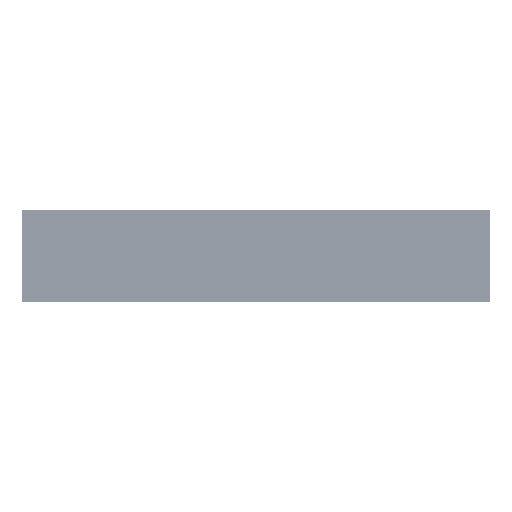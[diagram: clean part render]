
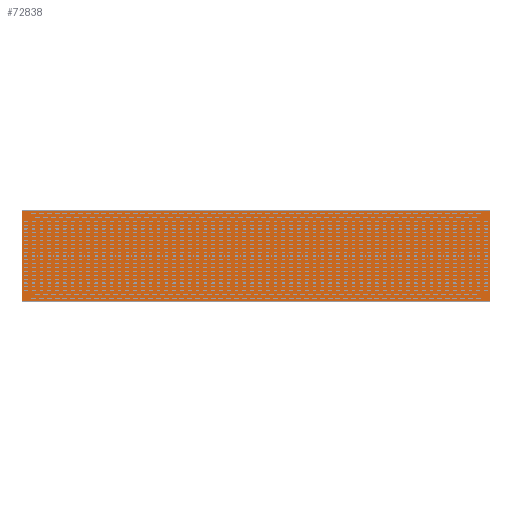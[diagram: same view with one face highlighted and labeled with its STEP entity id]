
A CAD part, top view. The second image highlights one B-rep face of the part: STEP entity #72838.
In plain terms, the highlighted planar face has unit normal (0, 0, 1).
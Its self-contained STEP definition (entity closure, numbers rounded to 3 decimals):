
#15244=FACE_OUTER_BOUND('',#18320,.T.);
#18320=EDGE_LOOP('',(#57760,#57761,#57762,#57763));
#21371=LINE('',#109352,#27399);
#21398=LINE('',#109451,#27426);
#21401=LINE('',#109460,#27429);
#21411=LINE('',#109490,#27439);
#27399=VECTOR('',#85049,1.);
#27426=VECTOR('',#85146,1.);
#27429=VECTOR('',#85155,1.);
#27439=VECTOR('',#85187,1.);
#33431=VERTEX_POINT('',#109349);
#33432=VERTEX_POINT('',#109351);
#33469=VERTEX_POINT('',#109449);
#33472=VERTEX_POINT('',#109459);
#45484=EDGE_CURVE('',#33432,#33431,#21371,.T.);
#45534=EDGE_CURVE('',#33469,#33431,#21398,.F.);
#45538=EDGE_CURVE('',#33472,#33432,#21401,.T.);
#45554=EDGE_CURVE('',#33472,#33469,#21411,.T.);
#57760=ORIENTED_EDGE('',*,*,#45534,.F.);
#57761=ORIENTED_EDGE('',*,*,#45554,.F.);
#57762=ORIENTED_EDGE('',*,*,#45538,.T.);
#57763=ORIENTED_EDGE('',*,*,#45484,.T.);
#69762=PLANE('',#75956);
#72838=ADVANCED_FACE('',(#15244),#69762,.T.);
#75956=AXIS2_PLACEMENT_3D('',#109529,#85236,#85237);
#85049=DIRECTION('',(0.,1.,0.));
#85146=DIRECTION('',(-1.,0.,0.));
#85155=DIRECTION('',(1.,0.,0.));
#85187=DIRECTION('',(0.,1.,0.));
#85236=DIRECTION('center_axis',(0.,0.,1.));
#85237=DIRECTION('ref_axis',(1.,0.,0.));
#109349=CARTESIAN_POINT('',(3136.987,274.1,-46.));
#109351=CARTESIAN_POINT('',(3136.987,-317.9,-46.));
#109352=CARTESIAN_POINT('',(3136.987,-21.9,-46.));
#109449=CARTESIAN_POINT('',(106.987,274.1,-46.));
#109451=CARTESIAN_POINT('',(1621.987,274.1,-46.));
#109459=CARTESIAN_POINT('',(106.987,-317.9,-46.));
#109460=CARTESIAN_POINT('',(1621.987,-317.9,-46.));
#109490=CARTESIAN_POINT('',(106.987,-21.9,-46.));
#109529=CARTESIAN_POINT('Origin',(3111.737,-46.9,-46.));
